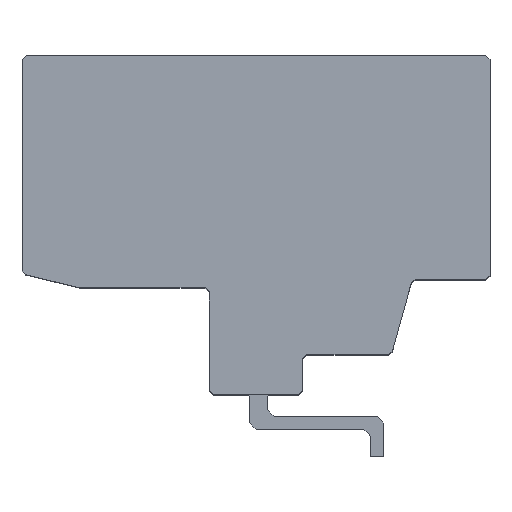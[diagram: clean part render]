
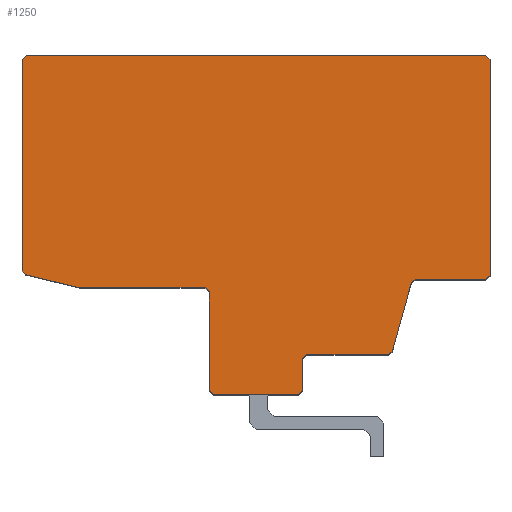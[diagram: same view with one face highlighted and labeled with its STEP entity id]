
A CAD part, top view. The second image highlights one B-rep face of the part: STEP entity #1250.
In plain terms, the highlighted free-form (B-spline) face has degree [1, 1] with [2, 2] control points.
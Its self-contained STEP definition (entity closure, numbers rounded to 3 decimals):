
#544=CARTESIAN_POINT('',(8.131,30.015,12.0));
#545=VERTEX_POINT('',#544);
#546=CARTESIAN_POINT('',(-26.269,30.015,12.0));
#547=VERTEX_POINT('',#546);
#548=CARTESIAN_POINT('',(8.131,30.015,12.0));
#549=DIRECTION('',(-1.0,0.0,0.0));
#550=VECTOR('',#549,34.4);
#551=LINE('',#548,#550);
#552=EDGE_CURVE('',#545,#547,#551,.T.);
#584=CARTESIAN_POINT('',(-26.569,29.715,12.0));
#585=VERTEX_POINT('',#584);
#586=CARTESIAN_POINT('',(-26.269,30.015,12.0));
#587=DIRECTION('',(-0.706,-0.708,0.0));
#588=VECTOR('',#587,0.424);
#589=LINE('',#586,#588);
#590=EDGE_CURVE('',#547,#585,#589,.T.);
#615=CARTESIAN_POINT('',(-26.569,13.891,12.0));
#616=VERTEX_POINT('',#615);
#617=CARTESIAN_POINT('',(-26.569,29.715,12.0));
#618=DIRECTION('',(0.0,-1.0,0.0));
#619=VECTOR('',#618,15.824);
#620=LINE('',#617,#619);
#621=EDGE_CURVE('',#585,#616,#620,.T.);
#646=CARTESIAN_POINT('',(-26.339,13.6,12.0));
#647=VERTEX_POINT('',#646);
#648=CARTESIAN_POINT('',(-26.569,13.891,12.0));
#649=DIRECTION('',(0.619,-0.785,0.0));
#650=VECTOR('',#649,0.37);
#651=LINE('',#648,#650);
#652=EDGE_CURVE('',#616,#647,#651,.T.);
#677=CARTESIAN_POINT('',(-22.281,12.624,12.0));
#678=VERTEX_POINT('',#677);
#679=CARTESIAN_POINT('',(-26.339,13.6,12.0));
#680=DIRECTION('',(0.972,-0.234,0.0));
#681=VECTOR('',#680,4.173);
#682=LINE('',#679,#681);
#683=EDGE_CURVE('',#647,#678,#682,.T.);
#708=CARTESIAN_POINT('',(-22.211,12.615,12.0));
#709=VERTEX_POINT('',#708);
#710=CARTESIAN_POINT('',(-22.281,12.624,12.0));
#711=DIRECTION('',(0.991,-0.136,0.0));
#712=VECTOR('',#711,0.071);
#713=LINE('',#710,#712);
#714=EDGE_CURVE('',#678,#709,#713,.T.);
#739=CARTESIAN_POINT('',(-12.869,12.615,12.0));
#740=VERTEX_POINT('',#739);
#741=CARTESIAN_POINT('',(-22.211,12.615,12.0));
#742=DIRECTION('',(1.0,0.0,0.0));
#743=VECTOR('',#742,9.342);
#744=LINE('',#741,#743);
#745=EDGE_CURVE('',#709,#740,#744,.T.);
#770=CARTESIAN_POINT('',(-12.568,12.316,12.0));
#771=VERTEX_POINT('',#770);
#772=CARTESIAN_POINT('',(-12.869,12.615,12.0));
#773=DIRECTION('',(0.709,-0.705,0.0));
#774=VECTOR('',#773,0.424);
#775=LINE('',#772,#774);
#776=EDGE_CURVE('',#740,#771,#775,.T.);
#801=CARTESIAN_POINT('',(-12.568,4.915,12.0));
#802=VERTEX_POINT('',#801);
#803=CARTESIAN_POINT('',(-12.568,12.316,12.0));
#804=DIRECTION('',(0.0,-1.0,0.0));
#805=VECTOR('',#804,7.4);
#806=LINE('',#803,#805);
#807=EDGE_CURVE('',#771,#802,#806,.T.);
#832=CARTESIAN_POINT('',(-12.269,4.615,12.0));
#833=VERTEX_POINT('',#832);
#834=CARTESIAN_POINT('',(-12.568,4.915,12.0));
#835=DIRECTION('',(0.706,-0.708,0.0));
#836=VECTOR('',#835,0.424);
#837=LINE('',#834,#836);
#838=EDGE_CURVE('',#802,#833,#837,.T.);
#863=CARTESIAN_POINT('',(-5.868,4.615,12.0));
#864=VERTEX_POINT('',#863);
#865=CARTESIAN_POINT('',(-12.269,4.615,12.0));
#866=DIRECTION('',(1.0,0.0,0.0));
#867=VECTOR('',#866,6.4);
#868=LINE('',#865,#867);
#869=EDGE_CURVE('',#833,#864,#868,.T.);
#894=CARTESIAN_POINT('',(-5.569,4.915,12.0));
#895=VERTEX_POINT('',#894);
#896=CARTESIAN_POINT('',(-5.868,4.615,12.0));
#897=DIRECTION('',(0.706,0.708,0.0));
#898=VECTOR('',#897,0.424);
#899=LINE('',#896,#898);
#900=EDGE_CURVE('',#864,#895,#899,.T.);
#925=CARTESIAN_POINT('',(-5.569,7.315,12.0));
#926=VERTEX_POINT('',#925);
#927=CARTESIAN_POINT('',(-5.569,4.915,12.0));
#928=DIRECTION('',(0.0,1.0,0.0));
#929=VECTOR('',#928,2.399);
#930=LINE('',#927,#929);
#931=EDGE_CURVE('',#895,#926,#930,.T.);
#956=CARTESIAN_POINT('',(-5.269,7.615,12.0));
#957=VERTEX_POINT('',#956);
#958=CARTESIAN_POINT('',(-5.569,7.315,12.0));
#959=DIRECTION('',(0.706,0.708,0.0));
#960=VECTOR('',#959,0.424);
#961=LINE('',#958,#960);
#962=EDGE_CURVE('',#926,#957,#961,.T.);
#987=CARTESIAN_POINT('',(0.831,7.615,12.0));
#988=VERTEX_POINT('',#987);
#989=CARTESIAN_POINT('',(-5.269,7.615,12.0));
#990=DIRECTION('',(1.0,0.0,0.0));
#991=VECTOR('',#990,6.1);
#992=LINE('',#989,#991);
#993=EDGE_CURVE('',#957,#988,#992,.T.);
#1018=CARTESIAN_POINT('',(1.12,7.836,12.0));
#1019=VERTEX_POINT('',#1018);
#1020=CARTESIAN_POINT('',(0.831,7.615,12.0));
#1021=DIRECTION('',(0.795,0.607,0.0));
#1022=VECTOR('',#1021,0.363);
#1023=LINE('',#1020,#1022);
#1024=EDGE_CURVE('',#988,#1019,#1023,.T.);
#1049=CARTESIAN_POINT('',(2.551,12.995,12.0));
#1050=VERTEX_POINT('',#1049);
#1051=CARTESIAN_POINT('',(1.12,7.836,12.0));
#1052=DIRECTION('',(0.267,0.964,0.0));
#1053=VECTOR('',#1052,5.354);
#1054=LINE('',#1051,#1053);
#1055=EDGE_CURVE('',#1019,#1050,#1054,.T.);
#1080=CARTESIAN_POINT('',(2.841,13.215,12.0));
#1081=VERTEX_POINT('',#1080);
#1082=CARTESIAN_POINT('',(2.551,12.995,12.0));
#1083=DIRECTION('',(0.795,0.606,0.0));
#1084=VECTOR('',#1083,0.364);
#1085=LINE('',#1082,#1084);
#1086=EDGE_CURVE('',#1050,#1081,#1085,.T.);
#1111=CARTESIAN_POINT('',(8.131,13.215,12.0));
#1112=VERTEX_POINT('',#1111);
#1113=CARTESIAN_POINT('',(2.841,13.215,12.0));
#1114=DIRECTION('',(1.0,0.0,0.0));
#1115=VECTOR('',#1114,5.29);
#1116=LINE('',#1113,#1115);
#1117=EDGE_CURVE('',#1081,#1112,#1116,.T.);
#1142=CARTESIAN_POINT('',(8.432,13.516,12.0));
#1143=VERTEX_POINT('',#1142);
#1144=CARTESIAN_POINT('',(8.131,13.215,12.0));
#1145=DIRECTION('',(0.707,0.707,0.0));
#1146=VECTOR('',#1145,0.425);
#1147=LINE('',#1144,#1146);
#1148=EDGE_CURVE('',#1112,#1143,#1147,.T.);
#1173=CARTESIAN_POINT('',(8.432,29.715,12.0));
#1174=VERTEX_POINT('',#1173);
#1175=CARTESIAN_POINT('',(8.432,13.516,12.0));
#1176=DIRECTION('',(0.0,1.0,0.0));
#1177=VECTOR('',#1176,16.199);
#1178=LINE('',#1175,#1177);
#1179=EDGE_CURVE('',#1143,#1174,#1178,.T.);
#1204=CARTESIAN_POINT('',(8.432,29.715,12.0));
#1205=DIRECTION('',(-0.707,0.707,0.0));
#1206=VECTOR('',#1205,0.425);
#1207=LINE('',#1204,#1206);
#1208=EDGE_CURVE('',#1174,#545,#1207,.T.);
#1221=CARTESIAN_POINT('',(8.432,30.015,12.0));
#1222=CARTESIAN_POINT('',(-26.569,30.015,12.0));
#1223=CARTESIAN_POINT('',(8.432,4.615,12.0));
#1224=CARTESIAN_POINT('',(-26.569,4.615,12.0));
#1225=B_SPLINE_SURFACE_WITH_KNOTS('',1,1,((#1221,#1223),(#1222,#1224)),.UNSPECIFIED.,.F.,.F.,.U.,(2,2),(2,2),(0.0,35.),(0.0,25.4),.UNSPECIFIED.);
#1226=ORIENTED_EDGE('',*,*,#552,.T.);
#1227=ORIENTED_EDGE('',*,*,#590,.T.);
#1228=ORIENTED_EDGE('',*,*,#621,.T.);
#1229=ORIENTED_EDGE('',*,*,#652,.T.);
#1230=ORIENTED_EDGE('',*,*,#683,.T.);
#1231=ORIENTED_EDGE('',*,*,#714,.T.);
#1232=ORIENTED_EDGE('',*,*,#745,.T.);
#1233=ORIENTED_EDGE('',*,*,#776,.T.);
#1234=ORIENTED_EDGE('',*,*,#807,.T.);
#1235=ORIENTED_EDGE('',*,*,#838,.T.);
#1236=ORIENTED_EDGE('',*,*,#869,.T.);
#1237=ORIENTED_EDGE('',*,*,#900,.T.);
#1238=ORIENTED_EDGE('',*,*,#931,.T.);
#1239=ORIENTED_EDGE('',*,*,#962,.T.);
#1240=ORIENTED_EDGE('',*,*,#993,.T.);
#1241=ORIENTED_EDGE('',*,*,#1024,.T.);
#1242=ORIENTED_EDGE('',*,*,#1055,.T.);
#1243=ORIENTED_EDGE('',*,*,#1086,.T.);
#1244=ORIENTED_EDGE('',*,*,#1117,.T.);
#1245=ORIENTED_EDGE('',*,*,#1148,.T.);
#1246=ORIENTED_EDGE('',*,*,#1179,.T.);
#1247=ORIENTED_EDGE('',*,*,#1208,.T.);
#1248=EDGE_LOOP('',(#1226,#1227,#1228,#1229,#1230,#1231,#1232,#1233,#1234,#1235,#1236,#1237,#1238,#1239,#1240,#1241,#1242,#1243,#1244,#1245,#1246,#1247));
#1249=FACE_OUTER_BOUND('',#1248,.T.);
#1250=ADVANCED_FACE('',(#1249),#1225,.T.);
